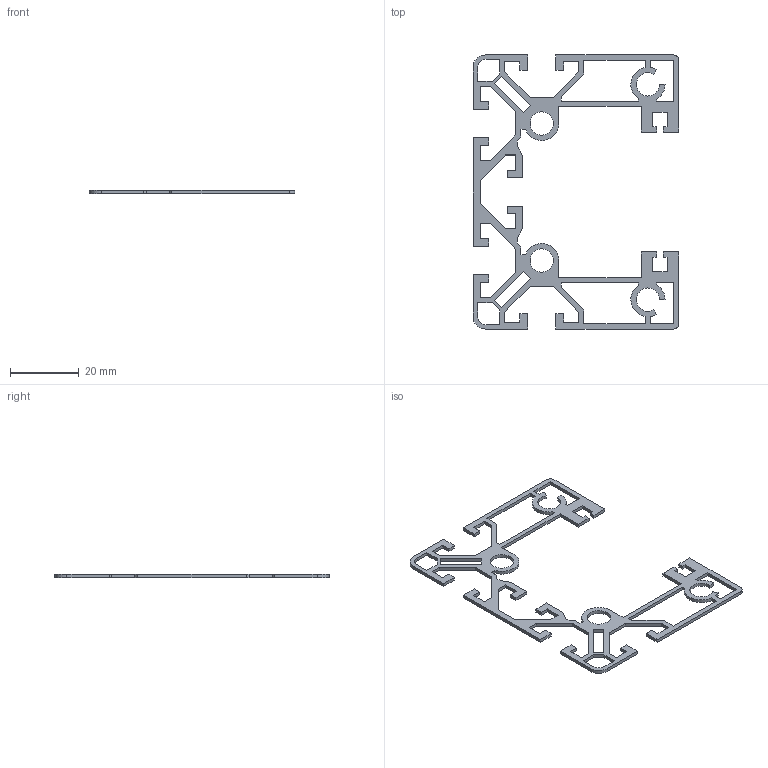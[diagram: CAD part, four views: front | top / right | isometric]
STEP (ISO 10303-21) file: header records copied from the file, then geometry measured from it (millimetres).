
FILE_DESCRIPTION((''),'2;1');
FILE_NAME('SP074_extern.ipt.step','2007-09-10T15:08:28',(''),(''),'Autodesk Inventor 11','Autodesk Inventor 11','');
FILE_SCHEMA(('AUTOMOTIVE_DESIGN { 1 0 10303 214 1 1 1 1 }'));
Length unit declared in the file: millimetre
Products named in the file (1): SP074_extern
Bounding box: 60 x 80 x 1 mm (x, y, z)
Volume: 1107.1 mm3; surface area: 3314.5 mm2
Topology: 1 solids, 1 shells, 176 faces, 524 edges, 350 vertices
Faces by surface type: plane 144, bspline 19, cylinder 13
Full cylindrical faces by diameter (mm): 6.8 x1
Entity records: 5920 total; most frequent: CARTESIAN_POINT 1172, ORIENTED_EDGE 1040, DIRECTION 872, EDGE_CURVE 520, VECTOR 484, LINE 484, VERTEX_POINT 348, EDGE_LOOP 198
